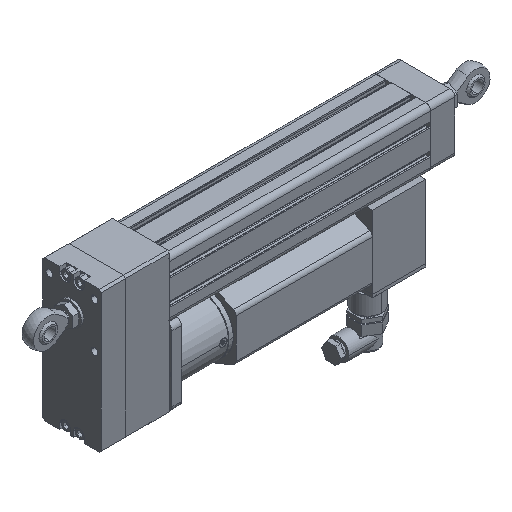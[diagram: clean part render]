
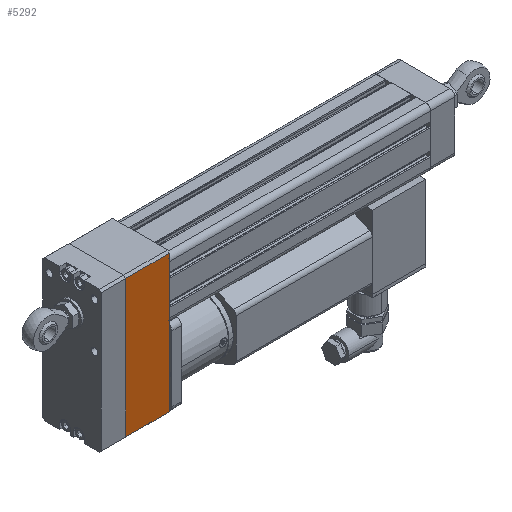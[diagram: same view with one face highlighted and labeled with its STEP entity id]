
A CAD part, isometric view. The second image highlights one B-rep face of the part: STEP entity #5292.
In plain terms, the highlighted face is planar.
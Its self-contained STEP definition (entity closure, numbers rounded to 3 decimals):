
#3403=CARTESIAN_POINT('',(-58.0,30.,-20.0));
#3404=VERTEX_POINT('',#3403);
#3413=CARTESIAN_POINT('',(83.0,30.,-20.0));
#3414=VERTEX_POINT('',#3413);
#3415=CARTESIAN_POINT('',(-58.0,30.,-20.0));
#3416=DIRECTION('',(1.0,0.0,0.0));
#3417=VECTOR('',#3416,141.0);
#3418=LINE('',#3415,#3417);
#3419=EDGE_CURVE('',#3404,#3414,#3418,.T.);
#5108=CARTESIAN_POINT('',(-58.0,30.,25.0));
#5109=VERTEX_POINT('',#5108);
#5116=CARTESIAN_POINT('',(-58.0,30.,25.0));
#5117=DIRECTION('',(0.0,0.0,-1.0));
#5118=VECTOR('',#5117,45.0);
#5119=LINE('',#5116,#5118);
#5120=EDGE_CURVE('',#5109,#3404,#5119,.T.);
#5257=CARTESIAN_POINT('',(83.0,30.,25.0));
#5258=VERTEX_POINT('',#5257);
#5267=CARTESIAN_POINT('',(83.0,30.,-20.0));
#5268=DIRECTION('',(0.0,0.0,1.0));
#5269=VECTOR('',#5268,45.0);
#5270=LINE('',#5267,#5269);
#5271=EDGE_CURVE('',#3414,#5258,#5270,.T.);
#5276=CARTESIAN_POINT('',(-60.0,30.,-20.0));
#5277=DIRECTION('',(0.0,1.0,0.0));
#5278=DIRECTION('',(0.0,0.0,1.0));
#5279=AXIS2_PLACEMENT_3D('',#5276,#5277,#5278);
#5280=PLANE('',#5279);
#5281=ORIENTED_EDGE('',*,*,#5120,.F.);
#5282=CARTESIAN_POINT('',(-58.0,30.,25.0));
#5283=DIRECTION('',(1.0,0.0,0.0));
#5284=VECTOR('',#5283,141.0);
#5285=LINE('',#5282,#5284);
#5286=EDGE_CURVE('',#5109,#5258,#5285,.T.);
#5287=ORIENTED_EDGE('',*,*,#5286,.T.);
#5288=ORIENTED_EDGE('',*,*,#5271,.F.);
#5289=ORIENTED_EDGE('',*,*,#3419,.F.);
#5290=EDGE_LOOP('',(#5281,#5287,#5288,#5289));
#5291=FACE_OUTER_BOUND('',#5290,.T.);
#5292=ADVANCED_FACE('',(#5291),#5280,.T.);
